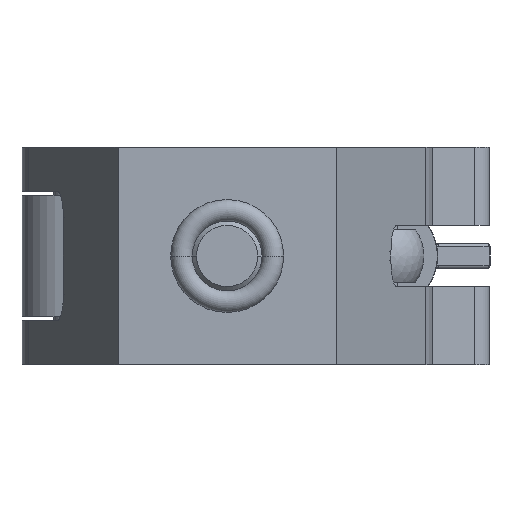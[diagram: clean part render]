
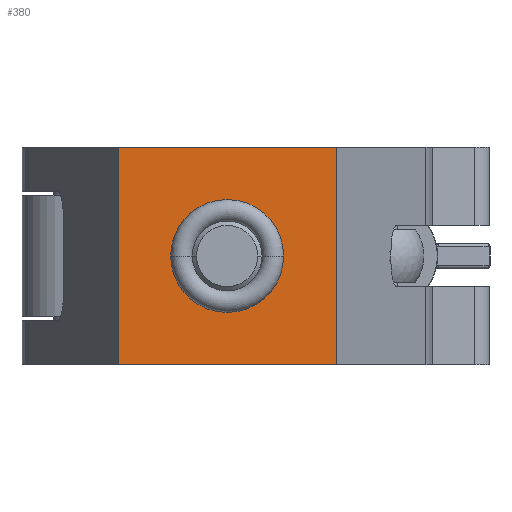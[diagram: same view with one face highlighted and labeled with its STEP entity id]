
A CAD part, front view. The second image highlights one B-rep face of the part: STEP entity #380.
In plain terms, the highlighted planar face has unit normal (0, -1, 0).
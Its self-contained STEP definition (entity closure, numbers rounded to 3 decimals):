
#174 = CARTESIAN_POINT ( 'NONE',  ( 25., 0., 24.95 ) ) ;
#380 = ADVANCED_FACE ( 'NONE', ( #1406, #6374 ), #6575, .F. ) ;
#548 = ORIENTED_EDGE ( 'NONE', *, *, #1339, .F. ) ;
#554 = VERTEX_POINT ( 'NONE', #3520 ) ;
#621 = CIRCLE ( 'NONE', #7522, 6.35 ) ;
#825 = CARTESIAN_POINT ( 'NONE',  ( -25., 0., -24.95 ) ) ;
#937 = ORIENTED_EDGE ( 'NONE', *, *, #6232, .T. ) ;
#1302 = CARTESIAN_POINT ( 'NONE',  ( 25., 0., 24.95 ) ) ;
#1339 = EDGE_CURVE ( 'NONE', #5192, #1952, #3787, .T. ) ;
#1380 = DIRECTION ( 'NONE',  ( 0., 0., 1. ) ) ;
#1406 = FACE_BOUND ( 'NONE', #6558, .T. ) ;
#1429 = LINE ( 'NONE', #2727, #2622 ) ;
#1938 = DIRECTION ( 'NONE',  ( 0., 0., 1. ) ) ;
#1952 = VERTEX_POINT ( 'NONE', #1302 ) ;
#2118 = EDGE_CURVE ( 'NONE', #4207, #554, #11010, .T. ) ;
#2497 = DIRECTION ( 'NONE',  ( 1., 0., 0. ) ) ;
#2622 = VECTOR ( 'NONE', #3485, 1000. ) ;
#2661 = CIRCLE ( 'NONE', #7923, 6.35 ) ;
#2726 = CARTESIAN_POINT ( 'NONE',  ( -25., 0., 24.95 ) ) ;
#2727 = CARTESIAN_POINT ( 'NONE',  ( -25., 0., 24.95 ) ) ;
#2952 = EDGE_CURVE ( 'NONE', #9711, #8169, #2661, .T. ) ;
#2990 = CARTESIAN_POINT ( 'NONE',  ( 0., 0., 0. ) ) ;
#3485 = DIRECTION ( 'NONE',  ( 0., 0., -1. ) ) ;
#3520 = CARTESIAN_POINT ( 'NONE',  ( 25., 0., -24.95 ) ) ;
#3787 = LINE ( 'NONE', #2726, #8068 ) ;
#3943 = CARTESIAN_POINT ( 'NONE',  ( -25., 0., 24.95 ) ) ;
#4207 = VERTEX_POINT ( 'NONE', #6094 ) ;
#4430 = VECTOR ( 'NONE', #2497, 1000. ) ;
#4550 = CARTESIAN_POINT ( 'NONE',  ( 0., 0., 6.35 ) ) ;
#4966 = LINE ( 'NONE', #174, #5545 ) ;
#5192 = VERTEX_POINT ( 'NONE', #7577 ) ;
#5432 = EDGE_LOOP ( 'NONE', ( #8241, #10136, #548, #937 ) ) ;
#5448 = DIRECTION ( 'NONE',  ( 0., 0., -1. ) ) ;
#5459 = CARTESIAN_POINT ( 'NONE',  ( 0., 0., -6.35 ) ) ;
#5545 = VECTOR ( 'NONE', #5448, 1000. ) ;
#5812 = DIRECTION ( 'NONE',  ( 0., 1., 0. ) ) ;
#5872 = ORIENTED_EDGE ( 'NONE', *, *, #6266, .T. ) ;
#6094 = CARTESIAN_POINT ( 'NONE',  ( -25., 0., -24.95 ) ) ;
#6232 = EDGE_CURVE ( 'NONE', #5192, #4207, #1429, .T. ) ;
#6266 = EDGE_CURVE ( 'NONE', #8169, #9711, #621, .T. ) ;
#6282 = CARTESIAN_POINT ( 'NONE',  ( 0., 0., 0. ) ) ;
#6367 = AXIS2_PLACEMENT_3D ( 'NONE', #3943, #5812, #1380 ) ;
#6374 = FACE_OUTER_BOUND ( 'NONE', #5432, .T. ) ;
#6407 = ORIENTED_EDGE ( 'NONE', *, *, #2952, .T. ) ;
#6558 = EDGE_LOOP ( 'NONE', ( #5872, #6407 ) ) ;
#6575 = PLANE ( 'NONE',  #6367 ) ;
#7522 = AXIS2_PLACEMENT_3D ( 'NONE', #6282, #10578, #1938 ) ;
#7577 = CARTESIAN_POINT ( 'NONE',  ( -25., 0., 24.95 ) ) ;
#7923 = AXIS2_PLACEMENT_3D ( 'NONE', #2990, #9061, #8073 ) ;
#7931 = DIRECTION ( 'NONE',  ( 1., 0., 0. ) ) ;
#8068 = VECTOR ( 'NONE', #7931, 1000. ) ;
#8073 = DIRECTION ( 'NONE',  ( 0., 0., 1. ) ) ;
#8169 = VERTEX_POINT ( 'NONE', #4550 ) ;
#8241 = ORIENTED_EDGE ( 'NONE', *, *, #2118, .T. ) ;
#9061 = DIRECTION ( 'NONE',  ( 0., 1., 0. ) ) ;
#9711 = VERTEX_POINT ( 'NONE', #5459 ) ;
#10106 = EDGE_CURVE ( 'NONE', #1952, #554, #4966, .T. ) ;
#10136 = ORIENTED_EDGE ( 'NONE', *, *, #10106, .F. ) ;
#10578 = DIRECTION ( 'NONE',  ( 0., 1., 0. ) ) ;
#11010 = LINE ( 'NONE', #825, #4430 ) ;
